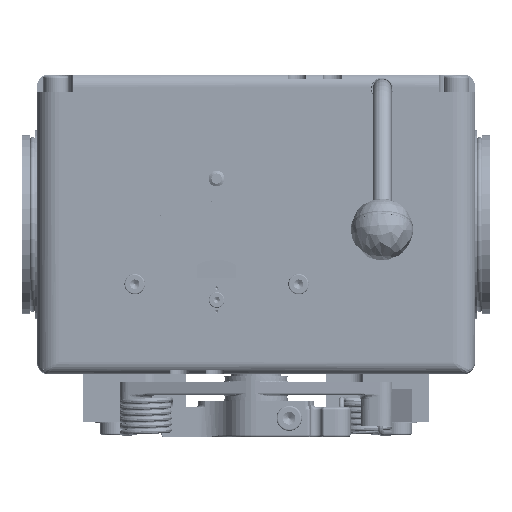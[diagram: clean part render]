
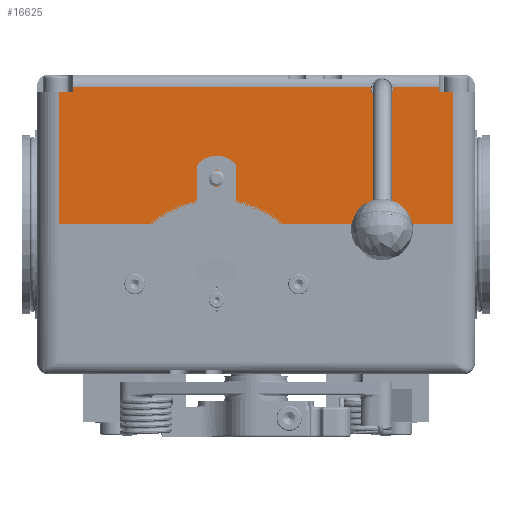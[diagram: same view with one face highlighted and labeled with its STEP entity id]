
A CAD part, top view. The second image highlights one B-rep face of the part: STEP entity #16625.
In plain terms, the highlighted planar face has unit normal (0, 0, 1).
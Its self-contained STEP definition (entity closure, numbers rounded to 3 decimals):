
#1191 = VERTEX_POINT ( 'NONE', #108237 ) ;
#6429 = DIRECTION ( 'NONE',  ( 0., 1., 0. ) ) ;
#9605 = LINE ( 'NONE', #103392, #83414 ) ;
#14578 = AXIS2_PLACEMENT_3D ( 'NONE', #136074, #71522, #123099 ) ;
#15692 = CARTESIAN_POINT ( 'NONE',  ( 73.122, 186.3, 80. ) ) ;
#16625 = ADVANCED_FACE ( 'NONE', ( #95062 ), #147501, .F. ) ;
#17270 = CIRCLE ( 'NONE', #14578, 7. ) ;
#17452 = DIRECTION ( 'NONE',  ( -1., 0., 0. ) ) ;
#18628 = AXIS2_PLACEMENT_3D ( 'NONE', #43600, #54832, #96175 ) ;
#22385 = DIRECTION ( 'NONE',  ( 1., 0., 0. ) ) ;
#24063 = LINE ( 'NONE', #145431, #70870 ) ;
#25762 = EDGE_CURVE ( 'NONE', #27149, #1191, #52515, .T. ) ;
#27149 = VERTEX_POINT ( 'NONE', #121295 ) ;
#29118 = LINE ( 'NONE', #107540, #155472 ) ;
#29741 = EDGE_CURVE ( 'NONE', #47103, #164560, #75947, .T. ) ;
#30173 = VERTEX_POINT ( 'NONE', #74490 ) ;
#30309 = CARTESIAN_POINT ( 'NONE',  ( -125., 183., 80. ) ) ;
#31328 = ORIENTED_EDGE ( 'NONE', *, *, #29741, .T. ) ;
#40155 = EDGE_CURVE ( 'NONE', #77035, #27149, #101776, .T. ) ;
#43313 = CARTESIAN_POINT ( 'NONE',  ( 125., 96., 80. ) ) ;
#43600 = CARTESIAN_POINT ( 'NONE',  ( 80., 185., 80. ) ) ;
#43864 = CARTESIAN_POINT ( 'NONE',  ( -125., 99., 80. ) ) ;
#46795 = VERTEX_POINT ( 'NONE', #30309 ) ;
#47103 = VERTEX_POINT ( 'NONE', #114400 ) ;
#52474 = DIRECTION ( 'NONE',  ( -1., 0., 0. ) ) ;
#52515 = LINE ( 'NONE', #153249, #128671 ) ;
#54832 = DIRECTION ( 'NONE',  ( 0., 0., 1. ) ) ;
#55051 = EDGE_CURVE ( 'NONE', #30173, #66101, #17270, .T. ) ;
#64838 = EDGE_CURVE ( 'NONE', #147646, #1191, #140951, .T. ) ;
#65053 = ORIENTED_EDGE ( 'NONE', *, *, #25762, .F. ) ;
#66101 = VERTEX_POINT ( 'NONE', #74253 ) ;
#67926 = CARTESIAN_POINT ( 'NONE',  ( 147., 186.3, 80. ) ) ;
#70417 = VERTEX_POINT ( 'NONE', #43864 ) ;
#70870 = VECTOR ( 'NONE', #169546, 1000. ) ;
#71323 = DIRECTION ( 'NONE',  ( -1., 0., 0. ) ) ;
#71522 = DIRECTION ( 'NONE',  ( 0., 0., 1. ) ) ;
#74253 = CARTESIAN_POINT ( 'NONE',  ( 86.878, 186.3, 80. ) ) ;
#74440 = ORIENTED_EDGE ( 'NONE', *, *, #92400, .F. ) ;
#74490 = CARTESIAN_POINT ( 'NONE',  ( 87., 185., 80. ) ) ;
#75947 = LINE ( 'NONE', #116323, #117838 ) ;
#77035 = VERTEX_POINT ( 'NONE', #93518 ) ;
#77496 = AXIS2_PLACEMENT_3D ( 'NONE', #83800, #82085, #17452 ) ;
#79689 = VECTOR ( 'NONE', #6429, 1000. ) ;
#82085 = DIRECTION ( 'NONE',  ( 0., 0., 1. ) ) ;
#83414 = VECTOR ( 'NONE', #116263, 1000. ) ;
#83800 = CARTESIAN_POINT ( 'NONE',  ( 80., 185., 80. ) ) ;
#84855 = VERTEX_POINT ( 'NONE', #89248 ) ;
#86541 = CARTESIAN_POINT ( 'NONE',  ( -125., 96., 80. ) ) ;
#87972 = ORIENTED_EDGE ( 'NONE', *, *, #55051, .F. ) ;
#89248 = CARTESIAN_POINT ( 'NONE',  ( 73., 185., 80. ) ) ;
#89327 = DIRECTION ( 'NONE',  ( 0., 1., 0. ) ) ;
#89454 = EDGE_CURVE ( 'NONE', #131486, #84855, #106645, .T. ) ;
#92400 = EDGE_CURVE ( 'NONE', #147646, #70417, #24063, .T. ) ;
#93518 = CARTESIAN_POINT ( 'NONE',  ( 116., 186.3, 80. ) ) ;
#95062 = FACE_OUTER_BOUND ( 'NONE', #146245, .T. ) ;
#95885 = DIRECTION ( 'NONE',  ( 0., 0., -1. ) ) ;
#96146 = ORIENTED_EDGE ( 'NONE', *, *, #64838, .T. ) ;
#96175 = DIRECTION ( 'NONE',  ( -1., 0., 0. ) ) ;
#98796 = VECTOR ( 'NONE', #153358, 1000. ) ;
#99153 = ORIENTED_EDGE ( 'NONE', *, *, #40155, .F. ) ;
#99657 = CARTESIAN_POINT ( 'NONE',  ( 125., 96., 80. ) ) ;
#100419 = EDGE_CURVE ( 'NONE', #70417, #46795, #109782, .T. ) ;
#101776 = LINE ( 'NONE', #123483, #98796 ) ;
#102032 = EDGE_CURVE ( 'NONE', #84855, #30173, #129654, .T. ) ;
#102830 = VECTOR ( 'NONE', #71323, 1000. ) ;
#103392 = CARTESIAN_POINT ( 'NONE',  ( 125., 183., 80. ) ) ;
#106645 = CIRCLE ( 'NONE', #18628, 7. ) ;
#107540 = CARTESIAN_POINT ( 'NONE',  ( 147., 186.3, 80. ) ) ;
#108237 = CARTESIAN_POINT ( 'NONE',  ( 125., 183., 80. ) ) ;
#109782 = LINE ( 'NONE', #86541, #79689 ) ;
#113752 = ORIENTED_EDGE ( 'NONE', *, *, #120212, .T. ) ;
#114400 = CARTESIAN_POINT ( 'NONE',  ( -116., 186.3, 80. ) ) ;
#116263 = DIRECTION ( 'NONE',  ( 1., 0., 0. ) ) ;
#116323 = CARTESIAN_POINT ( 'NONE',  ( -116., 96., 80. ) ) ;
#116864 = ORIENTED_EDGE ( 'NONE', *, *, #102032, .F. ) ;
#117838 = VECTOR ( 'NONE', #130080, 1000. ) ;
#120212 = EDGE_CURVE ( 'NONE', #77035, #66101, #135018, .T. ) ;
#121295 = CARTESIAN_POINT ( 'NONE',  ( 116., 183., 80. ) ) ;
#122468 = DIRECTION ( 'NONE',  ( 1., 0., 0. ) ) ;
#123099 = DIRECTION ( 'NONE',  ( -1., 0., 0. ) ) ;
#123483 = CARTESIAN_POINT ( 'NONE',  ( 116., 96., 80. ) ) ;
#128671 = VECTOR ( 'NONE', #22385, 1000. ) ;
#129654 = CIRCLE ( 'NONE', #77496, 7. ) ;
#130080 = DIRECTION ( 'NONE',  ( 0., -1., 0. ) ) ;
#131486 = VERTEX_POINT ( 'NONE', #15692 ) ;
#135018 = LINE ( 'NONE', #67926, #102830 ) ;
#136074 = CARTESIAN_POINT ( 'NONE',  ( 80., 185., 80. ) ) ;
#136319 = ORIENTED_EDGE ( 'NONE', *, *, #89454, .F. ) ;
#140482 = ORIENTED_EDGE ( 'NONE', *, *, #100419, .F. ) ;
#140951 = LINE ( 'NONE', #99657, #141344 ) ;
#141344 = VECTOR ( 'NONE', #89327, 1000. ) ;
#142522 = ORIENTED_EDGE ( 'NONE', *, *, #149234, .T. ) ;
#143333 = ORIENTED_EDGE ( 'NONE', *, *, #164140, .F. ) ;
#143808 = CARTESIAN_POINT ( 'NONE',  ( 125., 99., 80. ) ) ;
#145431 = CARTESIAN_POINT ( 'NONE',  ( 125., 99., 80. ) ) ;
#146245 = EDGE_LOOP ( 'NONE', ( #113752, #87972, #116864, #136319, #142522, #31328, #143333, #140482, #74440, #96146, #65053, #99153 ) ) ;
#147501 = PLANE ( 'NONE',  #161148 ) ;
#147646 = VERTEX_POINT ( 'NONE', #143808 ) ;
#149234 = EDGE_CURVE ( 'NONE', #131486, #47103, #29118, .T. ) ;
#150115 = CARTESIAN_POINT ( 'NONE',  ( -116., 183., 80. ) ) ;
#153249 = CARTESIAN_POINT ( 'NONE',  ( 125., 183., 80. ) ) ;
#153358 = DIRECTION ( 'NONE',  ( 0., -1., 0. ) ) ;
#155472 = VECTOR ( 'NONE', #52474, 1000. ) ;
#161148 = AXIS2_PLACEMENT_3D ( 'NONE', #43313, #95885, #122468 ) ;
#164140 = EDGE_CURVE ( 'NONE', #46795, #164560, #9605, .T. ) ;
#164560 = VERTEX_POINT ( 'NONE', #150115 ) ;
#169546 = DIRECTION ( 'NONE',  ( -1., 0., 0. ) ) ;
